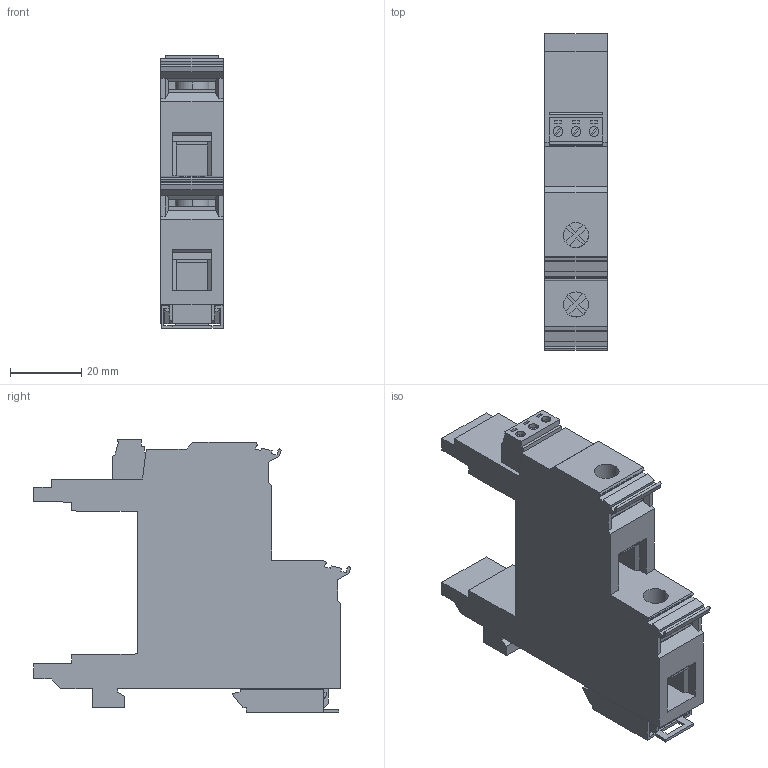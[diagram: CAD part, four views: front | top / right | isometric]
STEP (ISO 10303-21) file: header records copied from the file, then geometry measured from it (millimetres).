
FILE_DESCRIPTION(('Creo Elements/Direct Modeling STEP Export'),'2;1');
FILE_NAME('model.stp','2018-01-29T11:05:50',(''),(''),'Creo Elements/Direct Modeling STEP processor for AP214 (Solid Model)','Creo Elements/Direct Modeling 18.1I 14-Aug-2016 (C) Parametric Technology GmbH','');
FILE_SCHEMA(('AUTOMOTIVE_DESIGN { 1 0 10303 214 1 1 1 1 }'));
Length unit declared in the file: millimetre
Products named in the file (2): VAL_MS_T1_T2_BE_O_FM-select
Assembly tree (1 placements, depth 2):
  VAL_MS_T1_T2_BE_O_FM-select
    VAL_MS_T1_T2_BE_O_FM-select
Bounding box: 17.6 x 89.2 x 76.81 mm (x, y, z)
Volume: 65309.7 mm3; surface area: 19374.7 mm2
Topology: 1 solids, 1 shells, 315 faces, 901 edges, 597 vertices
Faces by surface type: plane 298, cylinder 17
Entity records: 12541 total; most frequent: CARTESIAN_POINT 1982, ORIENTED_EDGE 1802, DIRECTION 1499, EDGE_CURVE 901, VECTOR 807, LINE 807, VERTEX_POINT 597, AXIS2_PLACEMENT_3D 346
